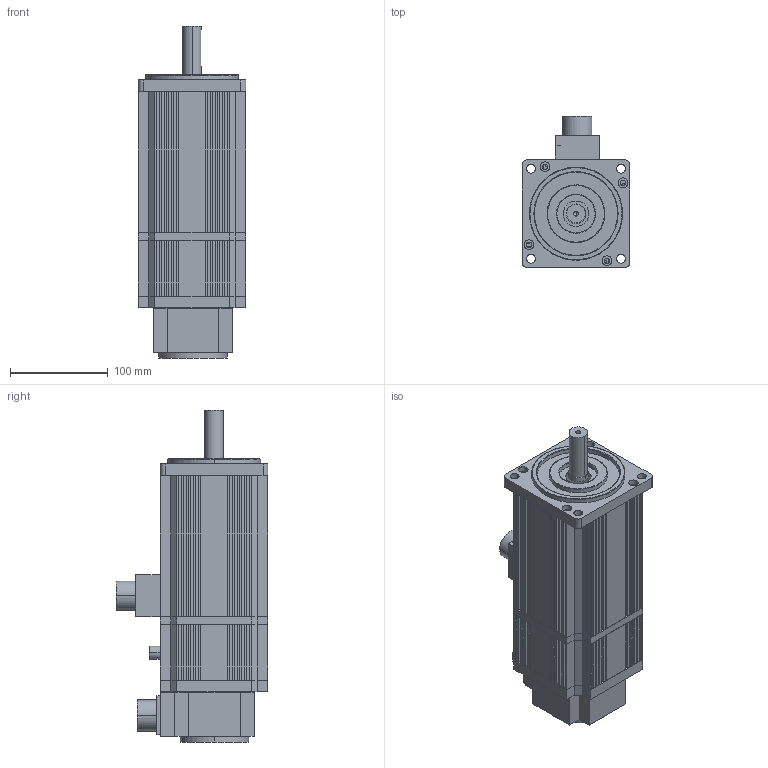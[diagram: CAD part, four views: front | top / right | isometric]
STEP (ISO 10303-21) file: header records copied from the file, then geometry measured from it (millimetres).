
FILE_DESCRIPTION (( 'STEP AP203' ), '1' );
FILE_NAME ('110SFM-E06030-2B6-Z.STEP', '2025-05-08T05:06:15', ( '¼¼Êõ03' ), ( 'HP Inc.' ), 'SwSTEP 2.0', 'SolidWorks 2020', '' );
FILE_SCHEMA (( 'CONFIG_CONTROL_DESIGN' ));
Length unit declared in the file: millimetre
Products named in the file (1): 110SFM-E06030-2B6-Z
Bounding box: 110 x 155 x 339 mm (x, y, z)
Volume: 1279391 mm3; surface area: 420115.6 mm2
Topology: 13 solids, 13 shells, 753 faces, 1965 edges, 1289 vertices
Faces by surface type: plane 500, cylinder 213, bspline 22, cone 18
Entity records: 24508 total; most frequent: CARTESIAN_POINT 5601, ORIENTED_EDGE 3894, DIRECTION 3835, EDGE_CURVE 1947, VECTOR 1473, LINE 1473, VERTEX_POINT 1289, AXIS2_PLACEMENT_3D 1181
